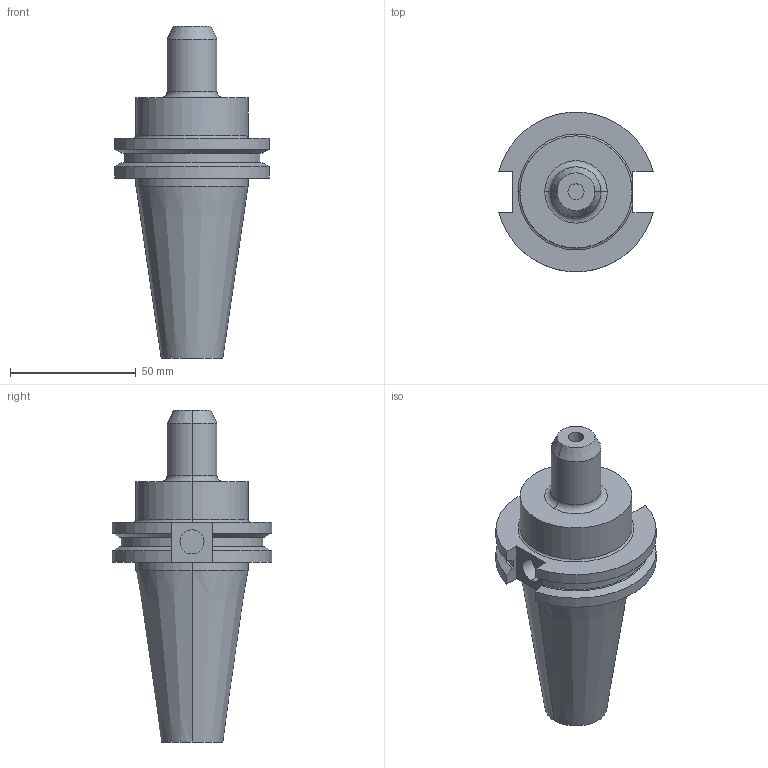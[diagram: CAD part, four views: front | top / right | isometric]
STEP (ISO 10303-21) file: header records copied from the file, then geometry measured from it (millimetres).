
FILE_DESCRIPTION (( 'STEP AP203' ), '1' );
FILE_NAME ('STP-22911-2.5.STEP', '2017-01-18T08:12:27', ( '' ), ( '' ), 'SwSTEP 2.0', 'SolidWorks 2015', '' );
FILE_SCHEMA (( 'CONFIG_CONTROL_DESIGN' ));
Length unit declared in the file: millimetre
Products named in the file (1): STP-22911-2.5
Bounding box: 61.35 x 63.26 x 131.75 mm (x, y, z)
Volume: 138171.7 mm3; surface area: 23330.6 mm2
Topology: 1 solids, 1 shells, 56 faces, 133 edges, 84 vertices
Faces by surface type: cylinder 22, plane 19, cone 10, torus 4, bspline 1
Entity records: 1744 total; most frequent: CARTESIAN_POINT 347, DIRECTION 294, ORIENTED_EDGE 262, EDGE_CURVE 131, AXIS2_PLACEMENT_3D 117, VERTEX_POINT 84, EDGE_LOOP 63, CIRCLE 61
